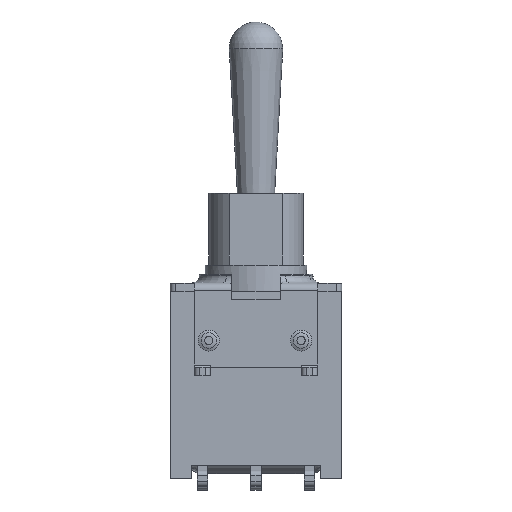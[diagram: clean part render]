
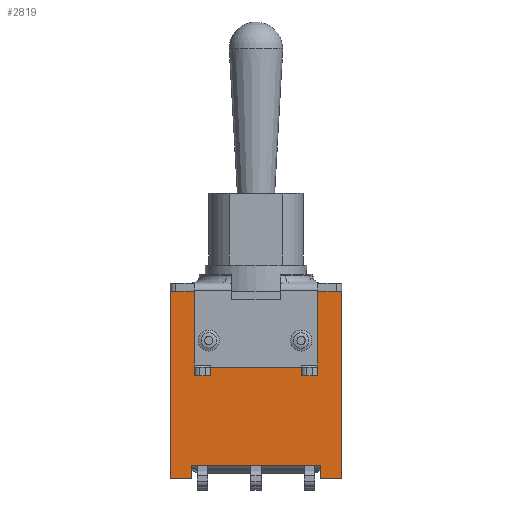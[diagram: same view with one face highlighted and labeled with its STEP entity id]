
A CAD part, front view. The second image highlights one B-rep face of the part: STEP entity #2819.
In plain terms, the highlighted planar face has unit normal (0, -1, 0).
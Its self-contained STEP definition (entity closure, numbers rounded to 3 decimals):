
#141=PLANE('',#3075);
#285=FACE_OUTER_BOUND('',#439,.T.);
#439=EDGE_LOOP('',(#2454,#2455,#2456,#2457,#2458,#2459,#2460,#2461,#2462,
#2463,#2464,#2465,#2466,#2467,#2468,#2469,#2470,#2471));
#578=LINE('',#4571,#851);
#640=LINE('',#4987,#913);
#647=LINE('',#5008,#920);
#663=LINE('',#5051,#936);
#664=LINE('',#5055,#937);
#668=LINE('',#5060,#941);
#670=LINE('',#5067,#943);
#671=LINE('',#5070,#944);
#674=LINE('',#5075,#947);
#683=LINE('',#5101,#956);
#686=LINE('',#5108,#959);
#691=LINE('',#5120,#964);
#692=LINE('',#5122,#965);
#693=LINE('',#5124,#966);
#694=LINE('',#5126,#967);
#695=LINE('',#5128,#968);
#696=LINE('',#5130,#969);
#697=LINE('',#5131,#970);
#851=VECTOR('',#3413,10.);
#913=VECTOR('',#3599,10.);
#920=VECTOR('',#3618,10.);
#936=VECTOR('',#3662,10.);
#937=VECTOR('',#3667,10.);
#941=VECTOR('',#3673,10.);
#943=VECTOR('',#3685,10.);
#944=VECTOR('',#3688,10.);
#947=VECTOR('',#3693,10.);
#956=VECTOR('',#3726,10.);
#959=VECTOR('',#3733,10.);
#964=VECTOR('',#3748,10.);
#965=VECTOR('',#3749,10.);
#966=VECTOR('',#3750,10.);
#967=VECTOR('',#3751,10.);
#968=VECTOR('',#3752,10.);
#969=VECTOR('',#3753,10.);
#970=VECTOR('',#3754,10.);
#1249=VERTEX_POINT('',#4569);
#1250=VERTEX_POINT('',#4570);
#1324=VERTEX_POINT('',#4984);
#1325=VERTEX_POINT('',#4986);
#1332=VERTEX_POINT('',#5006);
#1333=VERTEX_POINT('',#5007);
#1346=VERTEX_POINT('',#5050);
#1347=VERTEX_POINT('',#5054);
#1348=VERTEX_POINT('',#5069);
#1349=VERTEX_POINT('',#5073);
#1354=VERTEX_POINT('',#5099);
#1356=VERTEX_POINT('',#5107);
#1358=VERTEX_POINT('',#5119);
#1359=VERTEX_POINT('',#5121);
#1360=VERTEX_POINT('',#5123);
#1361=VERTEX_POINT('',#5125);
#1362=VERTEX_POINT('',#5127);
#1363=VERTEX_POINT('',#5129);
#1571=EDGE_CURVE('',#1249,#1250,#578,.T.);
#1679=EDGE_CURVE('',#1325,#1324,#640,.T.);
#1689=EDGE_CURVE('',#1332,#1333,#647,.T.);
#1712=EDGE_CURVE('',#1346,#1249,#663,.T.);
#1714=EDGE_CURVE('',#1347,#1346,#664,.T.);
#1718=EDGE_CURVE('',#1333,#1325,#668,.T.);
#1720=EDGE_CURVE('',#1324,#1347,#670,.T.);
#1721=EDGE_CURVE('',#1348,#1332,#671,.T.);
#1724=EDGE_CURVE('',#1250,#1349,#674,.T.);
#1737=EDGE_CURVE('',#1349,#1354,#683,.T.);
#1740=EDGE_CURVE('',#1356,#1348,#686,.T.);
#1746=EDGE_CURVE('',#1358,#1354,#691,.T.);
#1747=EDGE_CURVE('',#1359,#1358,#692,.T.);
#1748=EDGE_CURVE('',#1359,#1360,#693,.T.);
#1749=EDGE_CURVE('',#1360,#1361,#694,.T.);
#1750=EDGE_CURVE('',#1361,#1362,#695,.T.);
#1751=EDGE_CURVE('',#1363,#1362,#696,.T.);
#1752=EDGE_CURVE('',#1363,#1356,#697,.T.);
#2454=ORIENTED_EDGE('',*,*,#1689,.T.);
#2455=ORIENTED_EDGE('',*,*,#1718,.T.);
#2456=ORIENTED_EDGE('',*,*,#1679,.T.);
#2457=ORIENTED_EDGE('',*,*,#1720,.T.);
#2458=ORIENTED_EDGE('',*,*,#1714,.T.);
#2459=ORIENTED_EDGE('',*,*,#1712,.T.);
#2460=ORIENTED_EDGE('',*,*,#1571,.T.);
#2461=ORIENTED_EDGE('',*,*,#1724,.T.);
#2462=ORIENTED_EDGE('',*,*,#1737,.T.);
#2463=ORIENTED_EDGE('',*,*,#1746,.F.);
#2464=ORIENTED_EDGE('',*,*,#1747,.F.);
#2465=ORIENTED_EDGE('',*,*,#1748,.T.);
#2466=ORIENTED_EDGE('',*,*,#1749,.T.);
#2467=ORIENTED_EDGE('',*,*,#1750,.T.);
#2468=ORIENTED_EDGE('',*,*,#1751,.F.);
#2469=ORIENTED_EDGE('',*,*,#1752,.T.);
#2470=ORIENTED_EDGE('',*,*,#1740,.T.);
#2471=ORIENTED_EDGE('',*,*,#1721,.T.);
#2819=ADVANCED_FACE('',(#285),#141,.T.);
#3075=AXIS2_PLACEMENT_3D('',#5118,#3746,#3747);
#3413=DIRECTION('',(0.,0.,1.));
#3599=DIRECTION('',(0.,0.,1.));
#3618=DIRECTION('',(0.,0.,-1.));
#3662=DIRECTION('',(-1.,0.,0.));
#3667=DIRECTION('',(0.,0.,-1.));
#3673=DIRECTION('',(-1.,0.,0.));
#3685=DIRECTION('',(-1.,0.,0.));
#3688=DIRECTION('',(-1.,0.,0.));
#3693=DIRECTION('',(-1.,0.,0.));
#3726=DIRECTION('',(-1.,0.,0.));
#3733=DIRECTION('',(-1.,0.,0.));
#3746=DIRECTION('center_axis',(0.,-1.,0.));
#3747=DIRECTION('ref_axis',(0.,0.,-1.));
#3748=DIRECTION('',(0.,0.,1.));
#3749=DIRECTION('',(-1.,0.,0.));
#3750=DIRECTION('',(0.,0.,1.));
#3751=DIRECTION('',(1.,0.,0.));
#3752=DIRECTION('',(0.,0.,-1.));
#3753=DIRECTION('',(-1.,0.,0.));
#3754=DIRECTION('',(0.,0.,1.));
#4569=CARTESIAN_POINT('',(-2.92,-2.54,5.25));
#4570=CARTESIAN_POINT('',(-2.92,-2.54,8.89));
#4571=CARTESIAN_POINT('',(-2.92,-2.54,2.65));
#4984=CARTESIAN_POINT('',(2.16,-2.54,5.3));
#4986=CARTESIAN_POINT('',(2.16,-2.54,5.25));
#4987=CARTESIAN_POINT('',(2.16,-2.54,2.65));
#5006=CARTESIAN_POINT('',(2.92,-2.54,8.89));
#5007=CARTESIAN_POINT('',(2.92,-2.54,5.25));
#5008=CARTESIAN_POINT('',(2.92,-2.54,4.645));
#5050=CARTESIAN_POINT('',(-2.16,-2.54,5.25));
#5051=CARTESIAN_POINT('',(-1.27,-2.54,5.25));
#5054=CARTESIAN_POINT('',(-2.16,-2.54,5.3));
#5055=CARTESIAN_POINT('',(-2.16,-2.54,2.65));
#5060=CARTESIAN_POINT('',(1.27,-2.54,5.25));
#5067=CARTESIAN_POINT('',(3.493,-2.54,5.3));
#5069=CARTESIAN_POINT('',(3.815,-2.54,8.89));
#5070=CARTESIAN_POINT('',(4.065,-2.54,8.89));
#5073=CARTESIAN_POINT('',(-3.815,-2.54,8.89));
#5075=CARTESIAN_POINT('',(4.065,-2.54,8.89));
#5099=CARTESIAN_POINT('',(-4.065,-2.54,8.89));
#5101=CARTESIAN_POINT('',(4.065,-2.54,8.89));
#5107=CARTESIAN_POINT('',(4.065,-2.54,8.89));
#5108=CARTESIAN_POINT('',(4.065,-2.54,8.89));
#5118=CARTESIAN_POINT('Origin',(4.065,-2.54,0.));
#5119=CARTESIAN_POINT('',(-4.065,-2.54,0.));
#5120=CARTESIAN_POINT('',(-4.065,-2.54,0.));
#5121=CARTESIAN_POINT('',(-3.065,-2.54,0.));
#5122=CARTESIAN_POINT('',(4.065,-2.54,0.));
#5123=CARTESIAN_POINT('',(-3.065,-2.54,0.65));
#5124=CARTESIAN_POINT('',(-3.065,-2.54,0.));
#5125=CARTESIAN_POINT('',(3.065,-2.54,0.65));
#5126=CARTESIAN_POINT('',(2.033,-2.54,0.65));
#5127=CARTESIAN_POINT('',(3.065,-2.54,0.));
#5128=CARTESIAN_POINT('',(3.065,-2.54,0.));
#5129=CARTESIAN_POINT('',(4.065,-2.54,0.));
#5130=CARTESIAN_POINT('',(4.065,-2.54,0.));
#5131=CARTESIAN_POINT('',(4.065,-2.54,0.));
